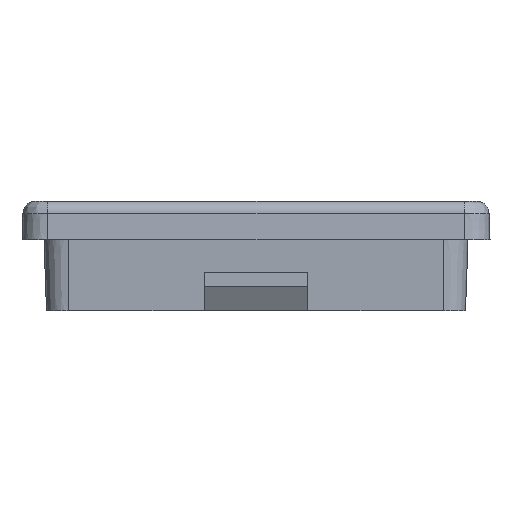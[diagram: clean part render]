
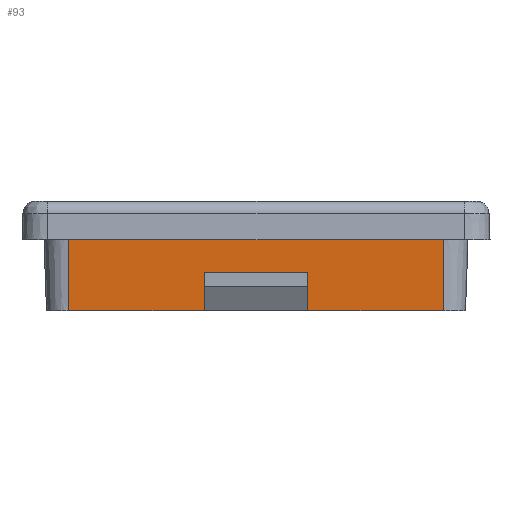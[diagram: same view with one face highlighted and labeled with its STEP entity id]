
A CAD part, front view. The second image highlights one B-rep face of the part: STEP entity #93.
In plain terms, the highlighted planar face has unit normal (0, -0.999, -0.035).
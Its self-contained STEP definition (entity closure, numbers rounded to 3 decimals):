
#93 = ADVANCED_FACE( '', ( #232 ), #233, .T. );
#232 = FACE_OUTER_BOUND( '', #447, .T. );
#233 = PLANE( '', #448 );
#447 = EDGE_LOOP( '', ( #899, #900, #901, #902, #903, #904, #905, #906 ) );
#448 = AXIS2_PLACEMENT_3D( '', #907, #908, #909 );
#899 = ORIENTED_EDGE( '', *, *, #1431, .F. );
#900 = ORIENTED_EDGE( '', *, *, #1395, .F. );
#901 = ORIENTED_EDGE( '', *, *, #1432, .T. );
#902 = ORIENTED_EDGE( '', *, *, #1416, .T. );
#903 = ORIENTED_EDGE( '', *, *, #1428, .F. );
#904 = ORIENTED_EDGE( '', *, *, #1399, .F. );
#905 = ORIENTED_EDGE( '', *, *, #1433, .T. );
#906 = ORIENTED_EDGE( '', *, *, #1434, .F. );
#907 = CARTESIAN_POINT( '', ( -52.5, -52.9, 0. ) );
#908 = DIRECTION( '', ( 0., -0.999, -0.035 ) );
#909 = DIRECTION( '', ( 0., -0.035, 0.999 ) );
#1395 = EDGE_CURVE( '', #1687, #1689, #1690, .F. );
#1399 = EDGE_CURVE( '', #1695, #1697, #1698, .F. );
#1416 = EDGE_CURVE( '', #1729, #1727, #1730, .F. );
#1428 = EDGE_CURVE( '', #1697, #1727, #1748, .T. );
#1431 = EDGE_CURVE( '', #1689, #1751, #1752, .F. );
#1432 = EDGE_CURVE( '', #1687, #1729, #1753, .T. );
#1433 = EDGE_CURVE( '', #1695, #1754, #1755, .F. );
#1434 = EDGE_CURVE( '', #1751, #1754, #1756, .F. );
#1687 = VERTEX_POINT( '', #2080 );
#1689 = VERTEX_POINT( '', #2082 );
#1690 = LINE( '', #2083, #2084 );
#1695 = VERTEX_POINT( '', #2091 );
#1697 = VERTEX_POINT( '', #2094 );
#1698 = LINE( '', #2095, #2096 );
#1727 = VERTEX_POINT( '', #2134 );
#1729 = VERTEX_POINT( '', #2136 );
#1730 = LINE( '', #2137, #2138 );
#1748 = LINE( '', #2164, #2165 );
#1751 = VERTEX_POINT( '', #2170 );
#1752 = LINE( '', #2171, #2172 );
#1753 = LINE( '', #2173, #2174 );
#1754 = VERTEX_POINT( '', #2175 );
#1755 = LINE( '', #2176, #2177 );
#1756 = LINE( '', #2178, #2179 );
#2080 = CARTESIAN_POINT( '', ( 14.5, -52.708, -5.5 ) );
#2082 = CARTESIAN_POINT( '', ( 4., -52.708, -5.5 ) );
#2083 = CARTESIAN_POINT( '', ( -52.5, -52.708, -5.5 ) );
#2084 = VECTOR( '', #2491, 1000. );
#2091 = CARTESIAN_POINT( '', ( -4., -52.708, -5.5 ) );
#2094 = CARTESIAN_POINT( '', ( -14.5, -52.708, -5.5 ) );
#2095 = CARTESIAN_POINT( '', ( -52.5, -52.708, -5.5 ) );
#2096 = VECTOR( '', #2495, 1000. );
#2134 = CARTESIAN_POINT( '', ( -14.5, -52.9, 0. ) );
#2136 = CARTESIAN_POINT( '', ( 14.5, -52.9, 0. ) );
#2137 = CARTESIAN_POINT( '', ( -52.5, -52.9, 0. ) );
#2138 = VECTOR( '', #2526, 1000. );
#2164 = CARTESIAN_POINT( '', ( -14.5, -52.9, 0. ) );
#2165 = VECTOR( '', #2544, 1000. );
#2170 = CARTESIAN_POINT( '', ( 4., -52.813, -2.5 ) );
#2171 = CARTESIAN_POINT( '', ( 4., -52.813, -2.493 ) );
#2172 = VECTOR( '', #2547, 1000. );
#2173 = CARTESIAN_POINT( '', ( 14.5, -52.9, 0. ) );
#2174 = VECTOR( '', #2548, 1000. );
#2175 = CARTESIAN_POINT( '', ( -4., -52.813, -2.5 ) );
#2176 = CARTESIAN_POINT( '', ( -4., -52.813, -2.493 ) );
#2177 = VECTOR( '', #2549, 1000. );
#2178 = CARTESIAN_POINT( '', ( 4., -52.813, -2.5 ) );
#2179 = VECTOR( '', #2550, 1000. );
#2491 = DIRECTION( '', ( 1., 0., 0. ) );
#2495 = DIRECTION( '', ( 1., 0., 0. ) );
#2526 = DIRECTION( '', ( 1., 0., 0. ) );
#2544 = DIRECTION( '', ( 0., -0.035, 0.999 ) );
#2547 = DIRECTION( '', ( 0., 0.035, -0.999 ) );
#2548 = DIRECTION( '', ( 0., -0.035, 0.999 ) );
#2549 = DIRECTION( '', ( 0., 0.035, -0.999 ) );
#2550 = DIRECTION( '', ( 1., 0., 0. ) );
